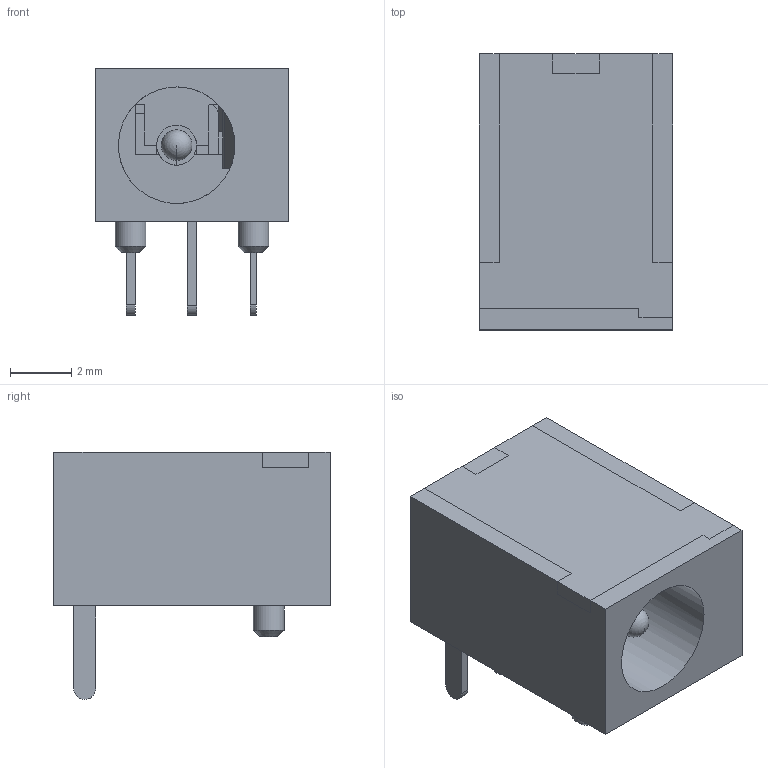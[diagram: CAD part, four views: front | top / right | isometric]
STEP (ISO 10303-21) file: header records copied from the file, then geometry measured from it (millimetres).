
FILE_DESCRIPTION( ( 'Unknown' ), '1' );
FILE_NAME( '694102304002.stp', 'Unknown', ( 'Quentin LAIDEBEUR' ), ( 'WE' ), 'PSStep 15.0.49', 'Sample-box', ' ' );
FILE_SCHEMA( ( 'AUTOMOTIVE_DESIGN { 1 0 10303 214 1 1 1 1 }' ) );
Length unit declared in the file: millimetre
Products named in the file (8): Assem1; 6941xx304002; 694102304002; 6941xx304002_Toit; 6941xx304002_PinPont; 6941xx304002_PinLame
Assembly tree (7 placements, depth 2):
  Assem1
    6941xx304002
    694102304002
    694102304002
    694102304002
    6941xx304002_Toit
    6941xx304002_PinPont
    6941xx304002_PinLame
Bounding box: 6.3 x 9 x 8.05 mm (x, y, z)
Volume: 197.9 mm3; surface area: 687.7 mm2
Topology: 7 solids, 7 shells, 229 faces, 628 edges, 410 vertices
Faces by surface type: plane 172, cylinder 49, torus 4, cone 2, sphere 2
Full cylindrical faces by diameter (mm): 1 x2, 3.8 x1
Entity records: 9151 total; most frequent: CARTESIAN_POINT 1324, ORIENTED_EDGE 1236, DIRECTION 1191, EDGE_CURVE 618, LINE 503, VECTOR 503, VERTEX_POINT 407, AXIS2_PLACEMENT_3D 344
